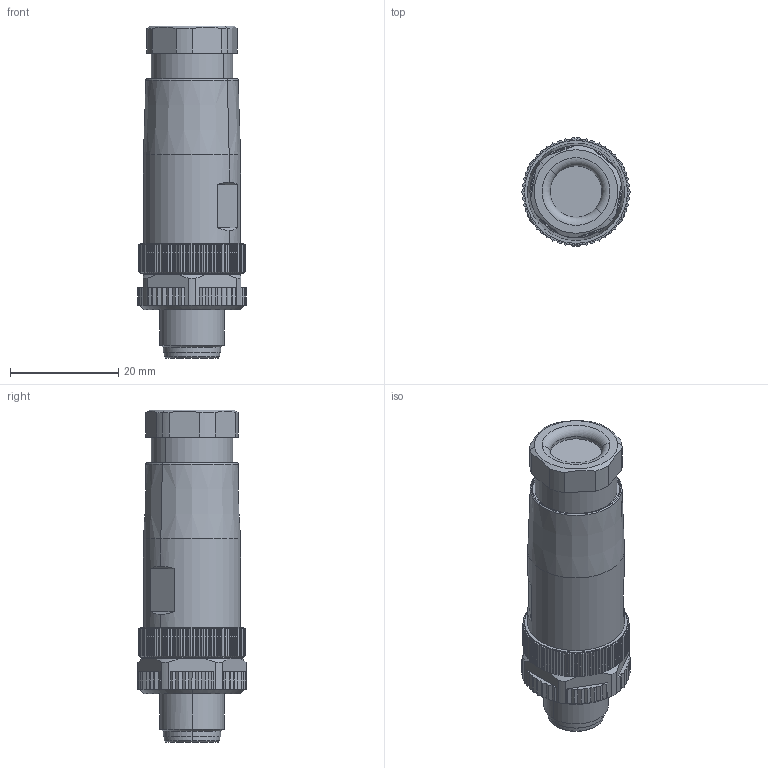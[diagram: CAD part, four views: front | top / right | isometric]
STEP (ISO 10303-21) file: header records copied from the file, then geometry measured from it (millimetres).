
FILE_DESCRIPTION(('CATIA V5 STEP Exchange','CAx-IF Rec.Pracs.--- Model Styling and Organization---1.4--- 2014-01-23'),'2;1');
FILE_NAME ('003114-2_3', '2023-03-20T12:02:38+00:00', ('none'), ('Weidmueller'), 'CATIA Version 5-6 Release 2016 SP3 HF44', 'CATIA V5 STEP AP214', 'none');
FILE_SCHEMA(('AUTOMOTIVE_DESIGN { 1 0 10303 214 1 1 1 1 }'));
Length unit declared in the file: millimetre
Products named in the file (1): 1007080000
Bounding box: 20 x 19.99 x 61.28 mm (x, y, z)
Volume: 13245.5 mm3; surface area: 4751.6 mm2
Topology: 6 solids, 6 shells, 611 faces, 1753 edges, 1151 vertices
Faces by surface type: plane 387, cylinder 172, cone 26, sphere 22, torus 4
Entity records: 20081 total; most frequent: CARTESIAN_POINT 4984, ORIENTED_EDGE 3458, DIRECTION 2552, EDGE_CURVE 1729, VERTEX_POINT 1151, AXIS2_PLACEMENT_3D 1026, VECTOR 933, LINE 933
